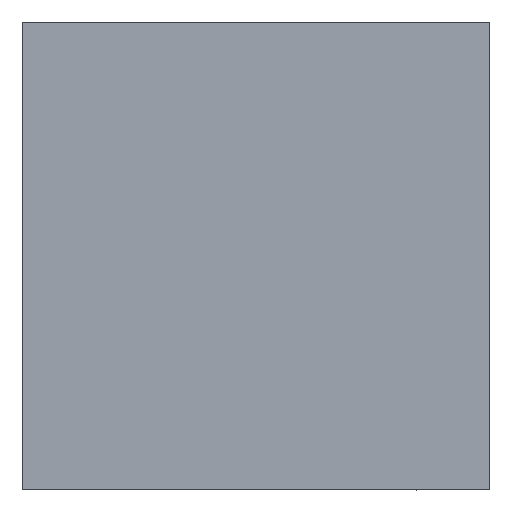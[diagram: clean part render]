
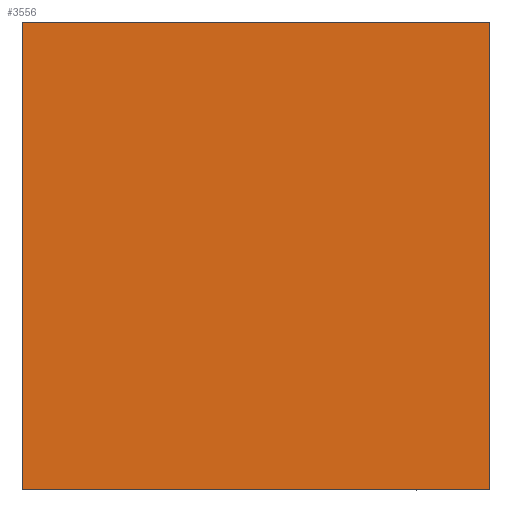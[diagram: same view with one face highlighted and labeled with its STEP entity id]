
A CAD part, top view. The second image highlights one B-rep face of the part: STEP entity #3556.
In plain terms, the highlighted planar face has unit normal (0, 0, 1).
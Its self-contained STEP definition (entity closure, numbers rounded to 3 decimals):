
#465=ORIENTED_EDGE('',*,*,#1301,.T.);
#466=ORIENTED_EDGE('',*,*,#1308,.T.);
#467=ORIENTED_EDGE('',*,*,#1312,.T.);
#468=ORIENTED_EDGE('',*,*,#1319,.T.);
#1301=EDGE_CURVE('',#1771,#1770,#2145,.T.);
#1308=EDGE_CURVE('',#1770,#1774,#2152,.T.);
#1312=EDGE_CURVE('',#1774,#1776,#2156,.T.);
#1319=EDGE_CURVE('',#1776,#1771,#2163,.T.);
#1770=VERTEX_POINT('',#5755);
#1771=VERTEX_POINT('',#5757);
#1774=VERTEX_POINT('',#5767);
#1776=VERTEX_POINT('',#5774);
#2145=LINE('',#5756,#2613);
#2152=LINE('',#5768,#2620);
#2156=LINE('',#5775,#2624);
#2163=LINE('',#5783,#2631);
#2613=VECTOR('',#4749,1000.);
#2620=VECTOR('',#4758,1000.);
#2624=VECTOR('',#4764,1000.);
#2631=VECTOR('',#4773,1000.);
#2998=EDGE_LOOP('',(#465,#466,#467,#468));
#3192=FACE_BOUND('',#2998,.T.);
#3378=PLANE('',#4303);
#3556=ADVANCED_FACE('',(#3192),#3378,.T.);
#4303=AXIS2_PLACEMENT_3D('',#5793,#4791,#4792);
#4749=DIRECTION('',(-1.,0.,0.));
#4758=DIRECTION('',(0.,-1.,0.));
#4764=DIRECTION('',(1.,0.,0.));
#4773=DIRECTION('',(0.,1.,0.));
#4791=DIRECTION('',(0.,0.,1.));
#4792=DIRECTION('',(1.,0.,0.));
#5755=CARTESIAN_POINT('',(-1.65,1.65,0.));
#5756=CARTESIAN_POINT('',(1.65,1.65,0.));
#5757=CARTESIAN_POINT('',(1.65,1.65,0.));
#5767=CARTESIAN_POINT('',(-1.65,-1.65,0.));
#5768=CARTESIAN_POINT('',(-1.65,1.65,0.));
#5774=CARTESIAN_POINT('',(1.65,-1.65,0.));
#5775=CARTESIAN_POINT('',(-1.65,-1.65,0.));
#5783=CARTESIAN_POINT('',(1.65,-1.65,0.));
#5793=CARTESIAN_POINT('',(0.,0.,0.));
